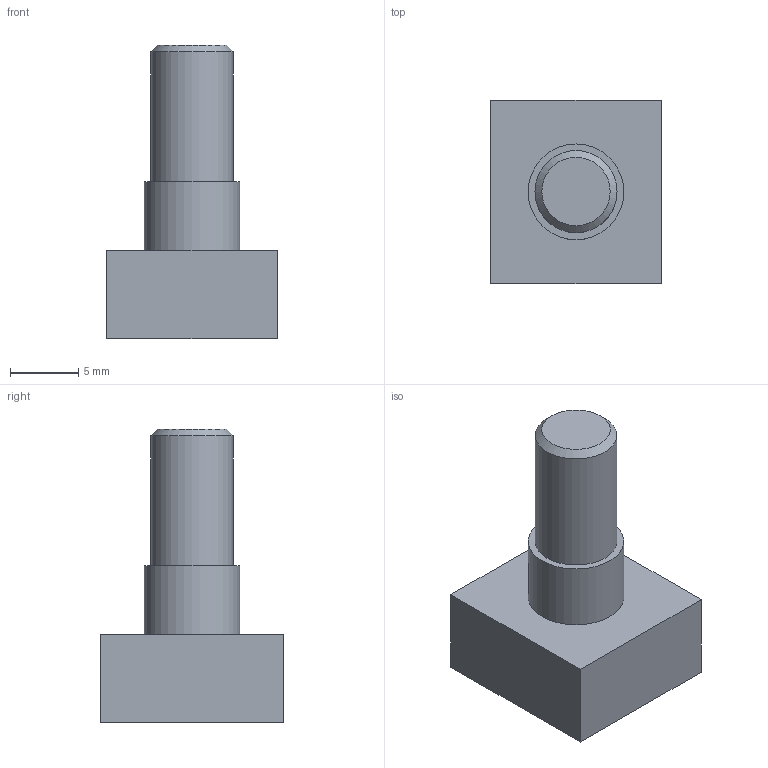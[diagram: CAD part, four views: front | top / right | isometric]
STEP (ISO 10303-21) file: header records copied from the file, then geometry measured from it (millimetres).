
FILE_DESCRIPTION(('FreeCAD Model'),'2;1');
FILE_NAME('Open CASCADE Shape Model','2025-02-10T15:14:02',(''),(''), 'Open CASCADE STEP processor 7.7','FreeCAD','Unknown');
FILE_SCHEMA(('AUTOMOTIVE_DESIGN { 1 0 10303 214 1 1 1 1 }'));
Length unit declared in the file: millimetre
Products named in the file (2): encoder; Body
Assembly tree (1 placements, depth 2):
  encoder
    Body
Bounding box: 12.5 x 13.4 x 21.5 mm (x, y, z)
Volume: 1561.7 mm3; surface area: 964.3 mm2
Topology: 1 solids, 1 shells, 11 faces, 20 edges, 13 vertices
Faces by surface type: plane 8, cylinder 2, cone 1
Full cylindrical faces by diameter (mm): 6 x1, 7 x1
Entity records: 311 total; most frequent: DIRECTION 51, CARTESIAN_POINT 46, ORIENTED_EDGE 40, EDGE_CURVE 20, AXIS2_PLACEMENT_3D 18, LINE 15, VECTOR 15, FACE_BOUND 13
